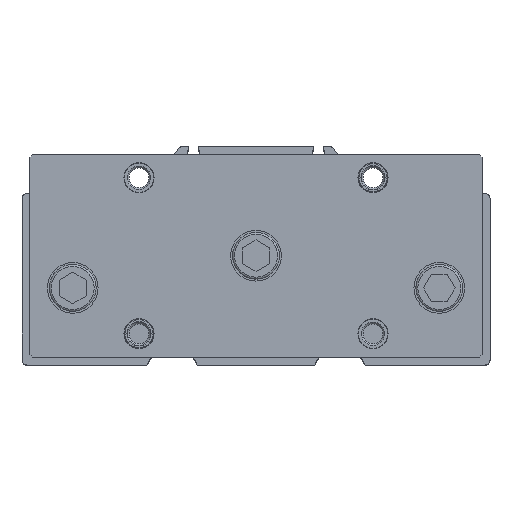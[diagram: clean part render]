
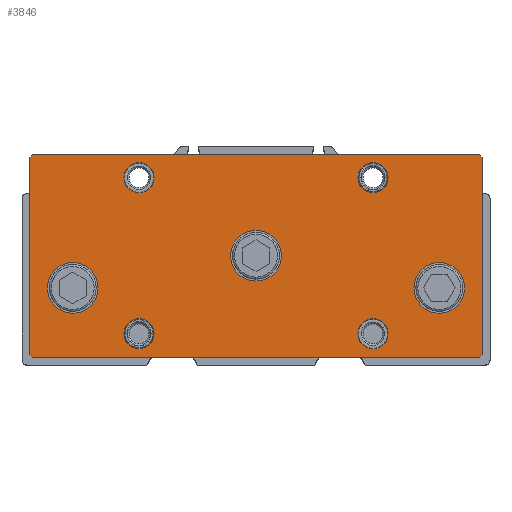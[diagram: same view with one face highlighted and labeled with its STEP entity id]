
A CAD part, top view. The second image highlights one B-rep face of the part: STEP entity #3846.
In plain terms, the highlighted face is planar.
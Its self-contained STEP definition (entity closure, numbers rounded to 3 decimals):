
#360=CIRCLE('',#4515,13.);
#361=CIRCLE('',#4516,13.);
#362=CIRCLE('',#4517,13.);
#363=CIRCLE('',#4518,7.7);
#364=CIRCLE('',#4519,7.7);
#365=CIRCLE('',#4520,7.7);
#366=CIRCLE('',#4521,7.7);
#1027=ORIENTED_EDGE('',*,*,#1684,.F.);
#1028=ORIENTED_EDGE('',*,*,#1685,.F.);
#1029=ORIENTED_EDGE('',*,*,#1686,.F.);
#1030=ORIENTED_EDGE('',*,*,#1687,.F.);
#1031=ORIENTED_EDGE('',*,*,#1688,.F.);
#1032=ORIENTED_EDGE('',*,*,#1689,.F.);
#1033=ORIENTED_EDGE('',*,*,#1690,.F.);
#1034=ORIENTED_EDGE('',*,*,#1653,.T.);
#1035=ORIENTED_EDGE('',*,*,#1657,.T.);
#1036=ORIENTED_EDGE('',*,*,#1660,.T.);
#1037=ORIENTED_EDGE('',*,*,#1663,.T.);
#1038=ORIENTED_EDGE('',*,*,#1666,.T.);
#1039=ORIENTED_EDGE('',*,*,#1669,.T.);
#1040=ORIENTED_EDGE('',*,*,#1672,.T.);
#1041=ORIENTED_EDGE('',*,*,#1675,.T.);
#1653=EDGE_CURVE('',#2069,#2070,#2348,.T.);
#1657=EDGE_CURVE('',#2070,#2073,#2352,.T.);
#1660=EDGE_CURVE('',#2073,#2075,#2355,.T.);
#1663=EDGE_CURVE('',#2075,#2077,#2358,.T.);
#1666=EDGE_CURVE('',#2077,#2079,#2361,.T.);
#1669=EDGE_CURVE('',#2079,#2081,#2364,.T.);
#1672=EDGE_CURVE('',#2081,#2083,#2367,.T.);
#1675=EDGE_CURVE('',#2083,#2069,#2370,.T.);
#1684=EDGE_CURVE('',#2090,#2090,#360,.T.);
#1685=EDGE_CURVE('',#2091,#2091,#361,.T.);
#1686=EDGE_CURVE('',#2092,#2092,#362,.T.);
#1687=EDGE_CURVE('',#2093,#2093,#363,.T.);
#1688=EDGE_CURVE('',#2094,#2094,#364,.T.);
#1689=EDGE_CURVE('',#2095,#2095,#365,.T.);
#1690=EDGE_CURVE('',#2096,#2096,#366,.T.);
#2069=VERTEX_POINT('',#6579);
#2070=VERTEX_POINT('',#6580);
#2073=VERTEX_POINT('',#6588);
#2075=VERTEX_POINT('',#6594);
#2077=VERTEX_POINT('',#6600);
#2079=VERTEX_POINT('',#6606);
#2081=VERTEX_POINT('',#6612);
#2083=VERTEX_POINT('',#6618);
#2090=VERTEX_POINT('',#6640);
#2091=VERTEX_POINT('',#6642);
#2092=VERTEX_POINT('',#6644);
#2093=VERTEX_POINT('',#6646);
#2094=VERTEX_POINT('',#6648);
#2095=VERTEX_POINT('',#6650);
#2096=VERTEX_POINT('',#6652);
#2348=LINE('',#6578,#2592);
#2352=LINE('',#6587,#2596);
#2355=LINE('',#6593,#2599);
#2358=LINE('',#6599,#2602);
#2361=LINE('',#6605,#2605);
#2364=LINE('',#6611,#2608);
#2367=LINE('',#6617,#2611);
#2370=LINE('',#6623,#2614);
#2592=VECTOR('',#5421,1000.);
#2596=VECTOR('',#5427,1000.);
#2599=VECTOR('',#5432,1000.);
#2602=VECTOR('',#5437,1000.);
#2605=VECTOR('',#5442,1000.);
#2608=VECTOR('',#5447,1000.);
#2611=VECTOR('',#5452,1000.);
#2614=VECTOR('',#5457,1000.);
#2957=EDGE_LOOP('',(#1027));
#2958=EDGE_LOOP('',(#1028));
#2959=EDGE_LOOP('',(#1029));
#2960=EDGE_LOOP('',(#1030));
#2961=EDGE_LOOP('',(#1031));
#2962=EDGE_LOOP('',(#1032));
#2963=EDGE_LOOP('',(#1033));
#2964=EDGE_LOOP('',(#1034,#1035,#1036,#1037,#1038,#1039,#1040,#1041));
#3391=FACE_BOUND('',#2957,.T.);
#3392=FACE_BOUND('',#2958,.T.);
#3393=FACE_BOUND('',#2959,.T.);
#3394=FACE_BOUND('',#2960,.T.);
#3395=FACE_BOUND('',#2961,.T.);
#3396=FACE_BOUND('',#2962,.T.);
#3397=FACE_BOUND('',#2963,.T.);
#3398=FACE_BOUND('',#2964,.T.);
#3634=PLANE('',#4514);
#3846=ADVANCED_FACE('',(#3391,#3392,#3393,#3394,#3395,#3396,#3397,#3398),
#3634,.T.);
#4514=AXIS2_PLACEMENT_3D('',#6638,#5473,#5474);
#4515=AXIS2_PLACEMENT_3D('',#6639,#5475,#5476);
#4516=AXIS2_PLACEMENT_3D('',#6641,#5477,#5478);
#4517=AXIS2_PLACEMENT_3D('',#6643,#5479,#5480);
#4518=AXIS2_PLACEMENT_3D('',#6645,#5481,#5482);
#4519=AXIS2_PLACEMENT_3D('',#6647,#5483,#5484);
#4520=AXIS2_PLACEMENT_3D('',#6649,#5485,#5486);
#4521=AXIS2_PLACEMENT_3D('',#6651,#5487,#5488);
#5421=DIRECTION('',(0.,-1.,0.));
#5427=DIRECTION('',(0.,-0.707,-0.707));
#5432=DIRECTION('',(0.,0.,-1.));
#5437=DIRECTION('',(0.,0.707,-0.707));
#5442=DIRECTION('',(0.,1.,0.));
#5447=DIRECTION('',(0.,0.707,0.707));
#5452=DIRECTION('',(0.,0.,1.));
#5457=DIRECTION('',(0.,-0.707,0.707));
#5473=DIRECTION('',(1.,0.,0.));
#5474=DIRECTION('',(0.,0.,-1.));
#5475=DIRECTION('',(1.,0.,0.));
#5476=DIRECTION('',(0.,0.,-1.));
#5477=DIRECTION('',(1.,0.,0.));
#5478=DIRECTION('',(0.,0.,-1.));
#5479=DIRECTION('',(1.,0.,0.));
#5480=DIRECTION('',(0.,0.,-1.));
#5481=DIRECTION('',(1.,0.,0.));
#5482=DIRECTION('',(0.,0.,-1.));
#5483=DIRECTION('',(1.,0.,0.));
#5484=DIRECTION('',(0.,0.,-1.));
#5485=DIRECTION('',(1.,0.,0.));
#5486=DIRECTION('',(0.,0.,-1.));
#5487=DIRECTION('',(1.,0.,0.));
#5488=DIRECTION('',(0.,0.,-1.));
#6578=CARTESIAN_POINT('',(23.,50.5,116.));
#6579=CARTESIAN_POINT('',(23.,50.5,116.));
#6580=CARTESIAN_POINT('',(23.,-50.5,116.));
#6587=CARTESIAN_POINT('',(23.,-50.5,116.));
#6588=CARTESIAN_POINT('',(23.,-52.,114.5));
#6593=CARTESIAN_POINT('',(23.,-52.,114.5));
#6594=CARTESIAN_POINT('',(23.,-52.,-114.5));
#6599=CARTESIAN_POINT('',(23.,-52.,-114.5));
#6600=CARTESIAN_POINT('',(23.,-50.5,-116.));
#6605=CARTESIAN_POINT('',(23.,-50.5,-116.));
#6606=CARTESIAN_POINT('',(23.,50.5,-116.));
#6611=CARTESIAN_POINT('',(23.,50.5,-116.));
#6612=CARTESIAN_POINT('',(23.,52.,-114.5));
#6617=CARTESIAN_POINT('',(23.,52.,-114.5));
#6618=CARTESIAN_POINT('',(23.,52.,114.5));
#6623=CARTESIAN_POINT('',(23.,52.,114.5));
#6638=CARTESIAN_POINT('',(23.,0.,0.));
#6639=CARTESIAN_POINT('',(23.,-16.5,94.));
#6640=CARTESIAN_POINT('',(23.,-16.5,81.));
#6641=CARTESIAN_POINT('',(23.,-16.5,-94.));
#6642=CARTESIAN_POINT('',(23.,-16.5,-107.));
#6643=CARTESIAN_POINT('',(23.,0.,0.));
#6644=CARTESIAN_POINT('',(23.,0.,-13.));
#6645=CARTESIAN_POINT('',(23.,40.,60.));
#6646=CARTESIAN_POINT('',(23.,40.,52.3));
#6647=CARTESIAN_POINT('',(23.,40.,-60.));
#6648=CARTESIAN_POINT('',(23.,40.,-67.7));
#6649=CARTESIAN_POINT('',(23.,-40.,60.));
#6650=CARTESIAN_POINT('',(23.,-40.,52.3));
#6651=CARTESIAN_POINT('',(23.,-40.,-60.));
#6652=CARTESIAN_POINT('',(23.,-40.,-67.7));
